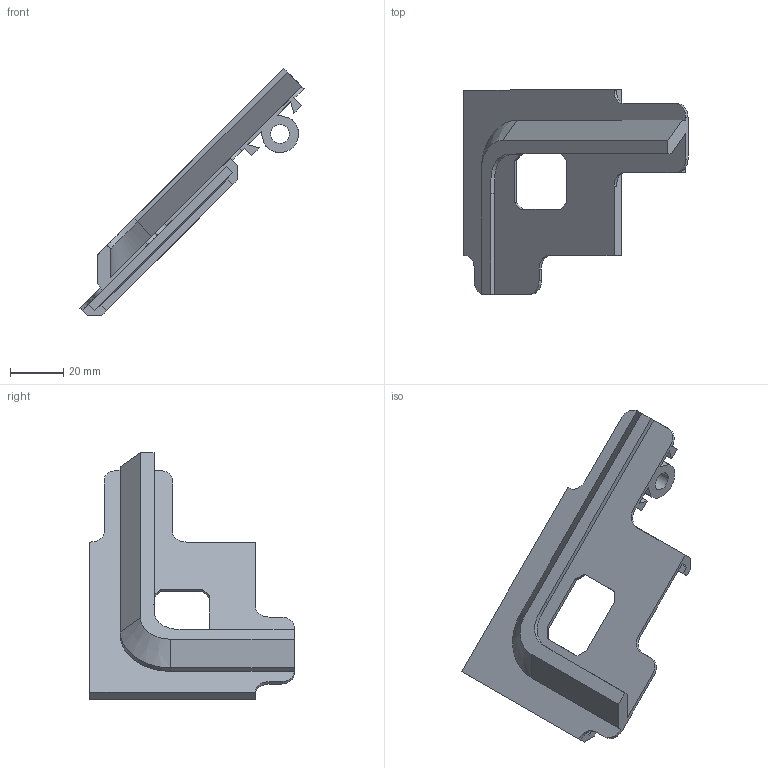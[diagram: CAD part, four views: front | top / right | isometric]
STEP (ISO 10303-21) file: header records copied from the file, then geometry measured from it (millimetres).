
FILE_DESCRIPTION( ( '' ), ' ' );
FILE_NAME( '5eac441fa92953155a812bcf.step', '2020-05-01T15:45:35', ( '' ), ( '' ), ' ', ' ', ' ' );
FILE_SCHEMA( ( 'AUTOMOTIVE_DESIGN { 1 0 10303 214 1 1 1 1 }' ) );
Length unit declared in the file: metre
Products named in the file (1): DBS15 - iPhone Mount
Bounding box: 84.32 x 76.83 x 92.95 mm (x, y, z)
Volume: 24308.2 mm3; surface area: 21428 mm2
Topology: 1 solids, 1 shells, 85 faces, 240 edges, 157 vertices
Faces by surface type: plane 67, cylinder 15, bspline 1, extrusion 1, cone 1
Full cylindrical faces by diameter (mm): 7.01 x1
Entity records: 3567 total; most frequent: CARTESIAN_POINT 642, ORIENTED_EDGE 478, DIRECTION 440, EDGE_CURVE 239, VECTOR 202, LINE 201, VERTEX_POINT 157, AXIS2_PLACEMENT_3D 119
